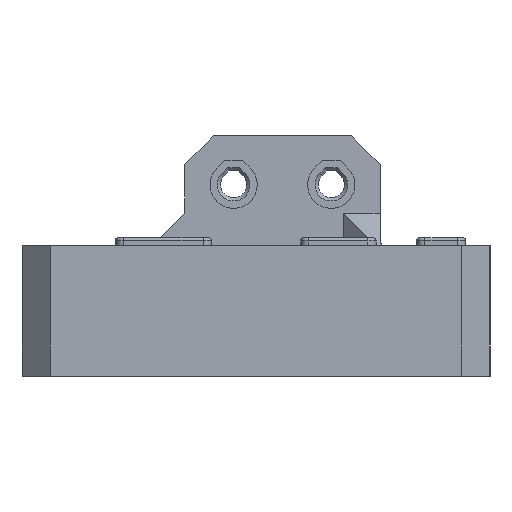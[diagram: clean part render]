
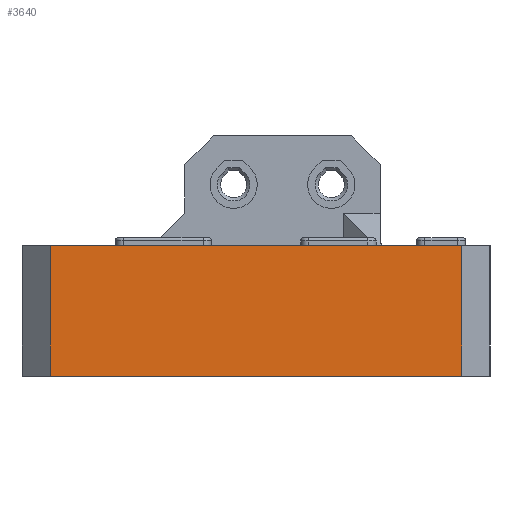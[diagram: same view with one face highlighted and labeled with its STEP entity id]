
A CAD part, left-side view. The second image highlights one B-rep face of the part: STEP entity #3640.
In plain terms, the highlighted planar face has unit normal (-1, 0, 0).
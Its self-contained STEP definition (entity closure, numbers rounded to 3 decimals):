
#148=PLANE('',#4027);
#334=LINE('',#5761,#679);
#441=LINE('',#6073,#786);
#442=LINE('',#6076,#787);
#443=LINE('',#6077,#788);
#679=VECTOR('',#4664,10.);
#786=VECTOR('',#4985,10.);
#787=VECTOR('',#4988,10.);
#788=VECTOR('',#4989,10.);
#1095=FACE_OUTER_BOUND('',#1335,.T.);
#1335=EDGE_LOOP('',(#3170,#3171,#3172,#3173));
#1745=VERTEX_POINT('',#5758);
#1746=VERTEX_POINT('',#5760);
#1844=VERTEX_POINT('',#6071);
#1845=VERTEX_POINT('',#6075);
#2149=EDGE_CURVE('',#1745,#1746,#334,.T.);
#2306=EDGE_CURVE('',#1844,#1745,#441,.T.);
#2307=EDGE_CURVE('',#1844,#1845,#442,.T.);
#2308=EDGE_CURVE('',#1746,#1845,#443,.T.);
#3170=ORIENTED_EDGE('',*,*,#2306,.F.);
#3171=ORIENTED_EDGE('',*,*,#2307,.T.);
#3172=ORIENTED_EDGE('',*,*,#2308,.F.);
#3173=ORIENTED_EDGE('',*,*,#2149,.F.);
#3640=ADVANCED_FACE('',(#1095),#148,.T.);
#4027=AXIS2_PLACEMENT_3D('',#6074,#4986,#4987);
#4664=DIRECTION('',(0.,-1.,0.));
#4985=DIRECTION('',(0.,0.,1.));
#4986=DIRECTION('center_axis',(-1.,0.,0.));
#4987=DIRECTION('ref_axis',(0.,-1.,0.));
#4988=DIRECTION('',(0.,-1.,0.));
#4989=DIRECTION('',(0.,0.,-1.));
#5758=CARTESIAN_POINT('',(0.,54.,16.));
#5760=CARTESIAN_POINT('',(0.,3.5,16.));
#5761=CARTESIAN_POINT('',(0.,57.5,16.));
#6071=CARTESIAN_POINT('',(0.,54.,0.));
#6073=CARTESIAN_POINT('',(0.,54.,0.));
#6074=CARTESIAN_POINT('Origin',(0.,57.5,0.));
#6075=CARTESIAN_POINT('',(0.,3.5,0.));
#6076=CARTESIAN_POINT('',(0.,57.5,0.));
#6077=CARTESIAN_POINT('',(0.,3.5,0.));
